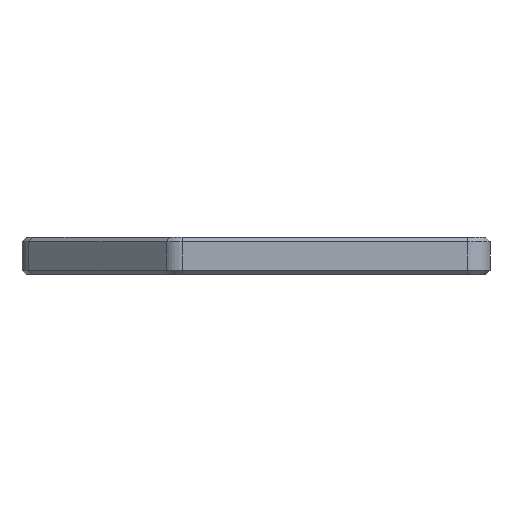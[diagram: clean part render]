
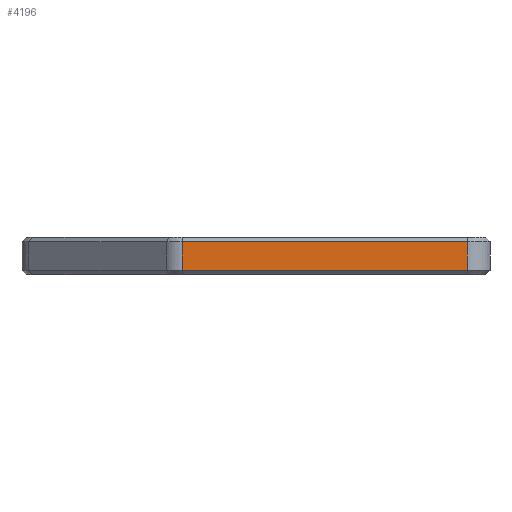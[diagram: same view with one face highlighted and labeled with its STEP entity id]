
A CAD part, left-side view. The second image highlights one B-rep face of the part: STEP entity #4196.
In plain terms, the highlighted planar face has unit normal (-1, 0, 0).
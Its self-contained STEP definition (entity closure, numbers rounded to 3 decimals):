
#173=PLANE('',#4620);
#402=FACE_OUTER_BOUND('',#660,.T.);
#660=EDGE_LOOP('',(#3773,#3774,#3775,#3776));
#1050=LINE('',#6985,#1475);
#1072=LINE('',#7036,#1497);
#1089=LINE('',#7075,#1514);
#1090=LINE('',#7077,#1515);
#1475=VECTOR('',#5706,37.757);
#1497=VECTOR('',#5770,37.757);
#1514=VECTOR('',#5821,3.8);
#1515=VECTOR('',#5824,3.8);
#2067=VERTEX_POINT('',#6979);
#2068=VERTEX_POINT('',#6983);
#2075=VERTEX_POINT('',#7030);
#2076=VERTEX_POINT('',#7034);
#2612=EDGE_CURVE('',#2068,#2067,#1050,.T.);
#2638=EDGE_CURVE('',#2075,#2076,#1072,.T.);
#2658=EDGE_CURVE('',#2067,#2075,#1089,.T.);
#2659=EDGE_CURVE('',#2076,#2068,#1090,.F.);
#3773=ORIENTED_EDGE('',*,*,#2658,.F.);
#3774=ORIENTED_EDGE('',*,*,#2612,.F.);
#3775=ORIENTED_EDGE('',*,*,#2659,.F.);
#3776=ORIENTED_EDGE('',*,*,#2638,.F.);
#4196=ADVANCED_FACE('',(#402),#173,.T.);
#4620=AXIS2_PLACEMENT_3D('',#7088,#5840,#5841);
#5706=DIRECTION('',(0.,-1.,0.));
#5770=DIRECTION('',(0.,1.,0.));
#5821=DIRECTION('',(0.,0.,-1.));
#5824=DIRECTION('',(0.,0.,-1.));
#5840=DIRECTION('center_axis',(-1.,0.,0.));
#5841=DIRECTION('ref_axis',(0.,-1.,0.));
#6979=CARTESIAN_POINT('',(-142.,-34.602,-33.202));
#6983=CARTESIAN_POINT('',(-142.,3.155,-33.202));
#6985=CARTESIAN_POINT('',(-142.,3.155,-33.202));
#7030=CARTESIAN_POINT('',(-142.,-34.602,-37.002));
#7034=CARTESIAN_POINT('',(-142.,3.155,-37.002));
#7036=CARTESIAN_POINT('',(-142.,-34.602,-37.002));
#7075=CARTESIAN_POINT('',(-142.,-34.602,-33.202));
#7077=CARTESIAN_POINT('',(-142.,3.155,-33.202));
#7088=CARTESIAN_POINT('Origin',(-142.,-37.602,-35.602));
